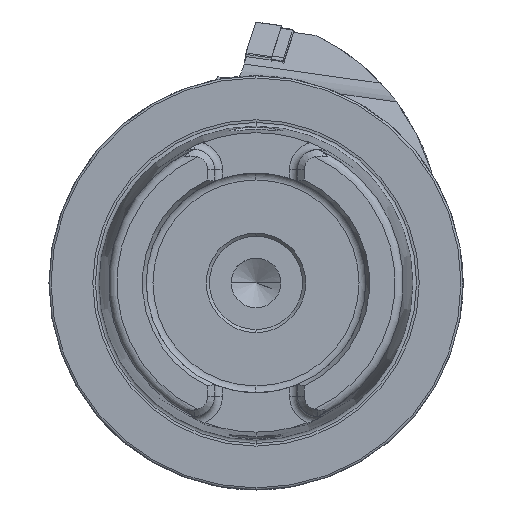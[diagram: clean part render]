
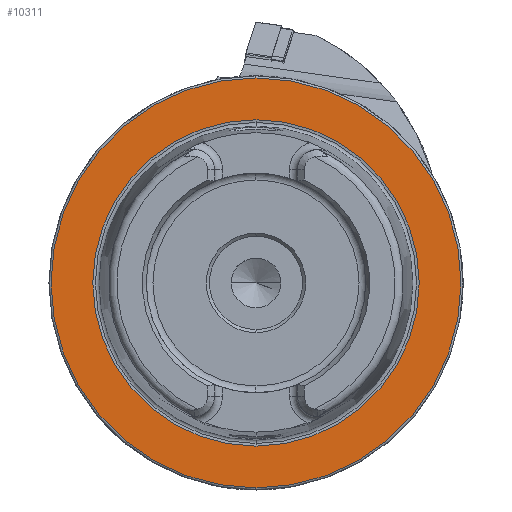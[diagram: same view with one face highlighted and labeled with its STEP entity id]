
A CAD part, left-side view. The second image highlights one B-rep face of the part: STEP entity #10311.
In plain terms, the highlighted planar face has unit normal (-1, 0, 0).
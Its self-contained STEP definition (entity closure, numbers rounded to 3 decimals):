
#74 = ORIENTED_EDGE ( 'NONE', *, *, #6194, .F. ) ;
#122 = ORIENTED_EDGE ( 'NONE', *, *, #6195, .T. ) ;
#146 = ORIENTED_EDGE ( 'NONE', *, *, #1581, .F. ) ;
#154 = ORIENTED_EDGE ( 'NONE', *, *, #1573, .T. ) ;
#268 = AXIS2_PLACEMENT_3D ( 'NONE', #4037, #4042, #4043 ) ;
#1573 = EDGE_CURVE ( 'NONE', #6565, #6566, #8684, .T. ) ;
#1581 = EDGE_CURVE ( 'NONE', #6570, #6571, #8687, .T. ) ;
#4037 = CARTESIAN_POINT ( 'NONE',  ( 0., 49.5, 0. ) ) ;
#4040 = PLANE ( 'NONE',  #268 ) ;
#4042 = DIRECTION ( 'NONE',  ( 1., 0., 0. ) ) ;
#4043 = DIRECTION ( 'NONE',  ( 0., 0., -1. ) ) ;
#6194 = EDGE_CURVE ( 'NONE', #6571, #6570, #9449, .T. ) ;
#6195 = EDGE_CURVE ( 'NONE', #6566, #6565, #9450, .T. ) ;
#6565 = VERTEX_POINT ( 'NONE', #10444 ) ;
#6566 = VERTEX_POINT ( 'NONE', #10445 ) ;
#6570 = VERTEX_POINT ( 'NONE', #10449 ) ;
#6571 = VERTEX_POINT ( 'NONE', #10450 ) ;
#6777 = DIRECTION ( 'NONE',  ( -1., 0., 0. ) ) ;
#6912 = CARTESIAN_POINT ( 'NONE',  ( 0., 0., 0. ) ) ;
#6920 = DIRECTION ( 'NONE',  ( 0., 0., 1. ) ) ;
#7836 = EDGE_LOOP ( 'NONE', ( #154, #122 ) ) ;
#7851 = EDGE_LOOP ( 'NONE', ( #74, #146 ) ) ;
#7968 = DIRECTION ( 'NONE',  ( -1., 0., 0. ) ) ;
#7979 = CARTESIAN_POINT ( 'NONE',  ( 0., 0., 0. ) ) ;
#8048 = DIRECTION ( 'NONE',  ( 0., 0., 1. ) ) ;
#8220 = AXIS2_PLACEMENT_3D ( 'NONE', #6912, #6777, #6920 ) ;
#8223 = AXIS2_PLACEMENT_3D ( 'NONE', #7979, #7968, #8048 ) ;
#8291 = AXIS2_PLACEMENT_3D ( 'NONE', #12799, #12537, #12806 ) ;
#8292 = AXIS2_PLACEMENT_3D ( 'NONE', #12734, #12733, #12732 ) ;
#8684 = CIRCLE ( 'NONE', #8220, 49.5 ) ;
#8687 = CIRCLE ( 'NONE', #8223, 39.405 ) ;
#9449 = CIRCLE ( 'NONE', #8291, 39.405 ) ;
#9450 = CIRCLE ( 'NONE', #8292, 49.5 ) ;
#10311 = ADVANCED_FACE ( 'NONE', ( #12015, #12016 ), #4040, .F. ) ;
#10444 = CARTESIAN_POINT ( 'NONE',  ( 0., 0., 49.5 ) ) ;
#10445 = CARTESIAN_POINT ( 'NONE',  ( 0., 0., -49.5 ) ) ;
#10449 = CARTESIAN_POINT ( 'NONE',  ( 0., 0., -39.405 ) ) ;
#10450 = CARTESIAN_POINT ( 'NONE',  ( 0., 0., 39.405 ) ) ;
#12015 = FACE_BOUND ( 'NONE', #7851, .T. ) ;
#12016 = FACE_OUTER_BOUND ( 'NONE', #7836, .T. ) ;
#12537 = DIRECTION ( 'NONE',  ( -1., 0., 0. ) ) ;
#12732 = DIRECTION ( 'NONE',  ( 0., 0., 1. ) ) ;
#12733 = DIRECTION ( 'NONE',  ( -1., 0., 0. ) ) ;
#12734 = CARTESIAN_POINT ( 'NONE',  ( 0., 0., 0. ) ) ;
#12799 = CARTESIAN_POINT ( 'NONE',  ( 0., 0., 0. ) ) ;
#12806 = DIRECTION ( 'NONE',  ( 0., 0., 1. ) ) ;
